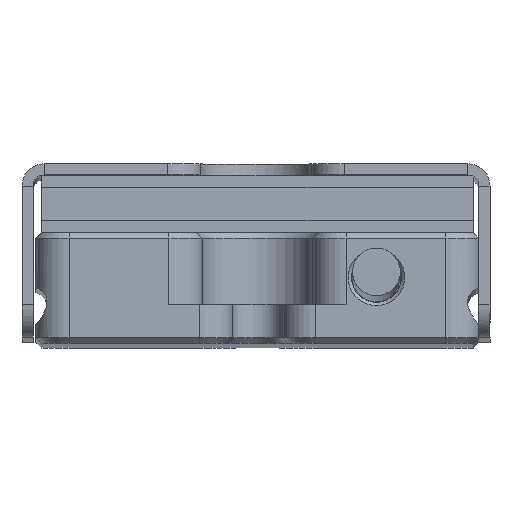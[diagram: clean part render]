
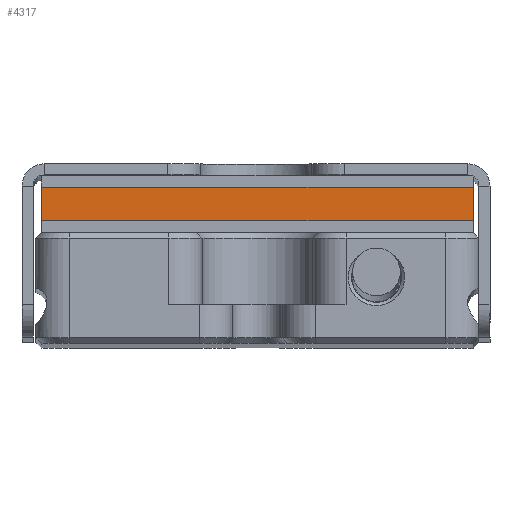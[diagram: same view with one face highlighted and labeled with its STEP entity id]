
A CAD part, top view. The second image highlights one B-rep face of the part: STEP entity #4317.
In plain terms, the highlighted planar face has unit normal (0, 0, 1).
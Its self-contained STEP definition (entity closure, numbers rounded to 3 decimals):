
#129=FACE_OUTER_BOUND('',#372,.T.);
#372=EDGE_LOOP('',(#2812,#2813,#2814,#2815));
#643=LINE('',#6264,#1126);
#644=LINE('',#6267,#1127);
#645=LINE('',#6269,#1128);
#646=LINE('',#6270,#1129);
#1126=VECTOR('',#5011,3.);
#1127=VECTOR('',#5014,39.);
#1128=VECTOR('',#5015,39.);
#1129=VECTOR('',#5016,3.);
#1750=VERTEX_POINT('',#6260);
#1751=VERTEX_POINT('',#6262);
#1752=VERTEX_POINT('',#6266);
#1753=VERTEX_POINT('',#6268);
#2155=EDGE_CURVE('',#1750,#1751,#643,.T.);
#2156=EDGE_CURVE('',#1750,#1752,#644,.T.);
#2157=EDGE_CURVE('',#1753,#1751,#645,.T.);
#2158=EDGE_CURVE('',#1752,#1753,#646,.T.);
#2812=ORIENTED_EDGE('',*,*,#2156,.F.);
#2813=ORIENTED_EDGE('',*,*,#2155,.T.);
#2814=ORIENTED_EDGE('',*,*,#2157,.F.);
#2815=ORIENTED_EDGE('',*,*,#2158,.F.);
#4019=PLANE('',#4576);
#4317=ADVANCED_FACE('',(#129),#4019,.T.);
#4576=AXIS2_PLACEMENT_3D('',#6265,#5012,#5013);
#5011=DIRECTION('',(0.,-1.,0.));
#5012=DIRECTION('center_axis',(0.,0.,
1.));
#5013=DIRECTION('ref_axis',(-1.,0.,0.));
#5014=DIRECTION('',(1.,0.,0.));
#5015=DIRECTION('',(-1.,0.,0.));
#5016=DIRECTION('',(0.,-1.,0.));
#6260=CARTESIAN_POINT('',(-19.5,9.1,-10.25));
#6262=CARTESIAN_POINT('',(-19.5,6.1,-10.25));
#6264=CARTESIAN_POINT('',(-19.5,9.1,-10.25));
#6265=CARTESIAN_POINT('Origin',(19.5,9.1,-10.25));
#6266=CARTESIAN_POINT('',(19.5,9.1,-10.25));
#6267=CARTESIAN_POINT('',(9.75,9.1,-10.25));
#6268=CARTESIAN_POINT('',(19.5,6.1,-10.25));
#6269=CARTESIAN_POINT('',(9.75,6.1,-10.25));
#6270=CARTESIAN_POINT('',(19.5,9.1,-10.25));
